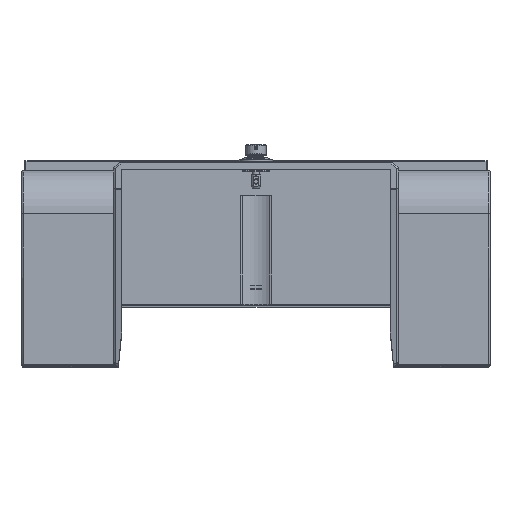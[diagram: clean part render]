
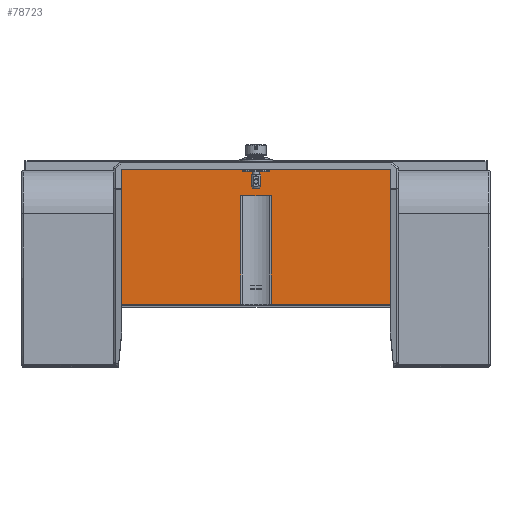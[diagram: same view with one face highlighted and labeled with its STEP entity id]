
A CAD part, top view. The second image highlights one B-rep face of the part: STEP entity #78723.
In plain terms, the highlighted planar face has unit normal (0, 0, 1).
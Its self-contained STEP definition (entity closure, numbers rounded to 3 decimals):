
#4409=DIRECTION('',(0.,-1.,0.));
#4410=VECTOR('',#4409,40.5);
#4411=CARTESIAN_POINT('',(-40.3,-2.35,145.));
#4412=LINE('',#4411,#4410);
#7881=DIRECTION('',(0.,-1.,0.));
#7882=VECTOR('',#7881,40.5);
#7883=CARTESIAN_POINT('',(40.3,-2.35,145.));
#7884=LINE('',#7883,#7882);
#8373=DIRECTION('',(-1.,0.,0.));
#8374=VECTOR('',#8373,35.782);
#8375=CARTESIAN_POINT('',(-4.518,-42.85,145.));
#8376=LINE('',#8375,#8374);
#8377=DIRECTION('',(-1.,0.,0.));
#8378=VECTOR('',#8377,35.782);
#8379=CARTESIAN_POINT('',(40.3,-42.85,145.));
#8380=LINE('',#8379,#8378);
#8381=DIRECTION('',(0.,-1.,0.));
#8382=VECTOR('',#8381,32.5);
#8383=CARTESIAN_POINT('',(4.518,-10.35,145.));
#8384=LINE('',#8383,#8382);
#8385=DIRECTION('',(0.,1.,0.));
#8386=VECTOR('',#8385,32.5);
#8387=CARTESIAN_POINT('',(-4.518,-42.85,145.));
#8388=LINE('',#8387,#8386);
#8389=DIRECTION('',(1.,0.,0.));
#8390=VECTOR('',#8389,80.6);
#8391=CARTESIAN_POINT('',(-40.3,-2.35,145.));
#8392=LINE('',#8391,#8390);
#38097=DIRECTION('',(1.,0.,0.));
#38098=VECTOR('',#38097,9.035);
#38099=CARTESIAN_POINT('',(-4.518,-10.35,145.));
#38100=LINE('',#38099,#38098);
#66009=CARTESIAN_POINT('',(-40.3,-2.35,145.));
#66010=CARTESIAN_POINT('',(40.3,-2.35,145.));
#66011=VERTEX_POINT('',#66009);
#66012=VERTEX_POINT('',#66010);
#66025=CARTESIAN_POINT('',(-4.518,-10.35,145.));
#66026=VERTEX_POINT('',#66025);
#66027=CARTESIAN_POINT('',(4.518,-10.35,145.));
#66028=VERTEX_POINT('',#66027);
#69017=CARTESIAN_POINT('',(-4.518,-42.85,145.));
#69018=CARTESIAN_POINT('',(-40.3,-42.85,145.));
#69019=VERTEX_POINT('',#69017);
#69020=VERTEX_POINT('',#69018);
#69035=CARTESIAN_POINT('',(4.518,-42.85,145.));
#69036=VERTEX_POINT('',#69035);
#69039=CARTESIAN_POINT('',(40.3,-42.85,145.));
#69040=VERTEX_POINT('',#69039);
#78703=CARTESIAN_POINT('',(40.3,-2.35,145.));
#78704=DIRECTION('',(0.,0.,1.));
#78705=DIRECTION('',(-1.,0.,0.));
#78706=AXIS2_PLACEMENT_3D('',#78703,#78704,#78705);
#78707=PLANE('',#78706);
#78708=ORIENTED_EDGE('',*,*,#78694,.T.);
#78709=ORIENTED_EDGE('',*,*,#75771,.F.);
#78711=ORIENTED_EDGE('',*,*,#78710,.T.);
#78712=ORIENTED_EDGE('',*,*,#78397,.T.);
#78714=ORIENTED_EDGE('',*,*,#78713,.T.);
#78716=ORIENTED_EDGE('',*,*,#78715,.F.);
#78718=ORIENTED_EDGE('',*,*,#78717,.F.);
#78720=ORIENTED_EDGE('',*,*,#78719,.F.);
#78721=EDGE_LOOP('',(#78708,#78709,#78711,#78712,#78714,#78716,#78718,#78720));
#78722=FACE_OUTER_BOUND('',#78721,.F.);
#78723=ADVANCED_FACE('',(#78722),#78707,.T.);
#75771=EDGE_CURVE('',#66011,#69020,#4412,.T.);
#78397=EDGE_CURVE('',#66012,#69040,#7884,.T.);
#78694=EDGE_CURVE('',#69019,#69020,#8376,.T.);
#78710=EDGE_CURVE('',#66011,#66012,#8392,.T.);
#78713=EDGE_CURVE('',#69040,#69036,#8380,.T.);
#78715=EDGE_CURVE('',#66028,#69036,#8384,.T.);
#78717=EDGE_CURVE('',#66026,#66028,#38100,.T.);
#78719=EDGE_CURVE('',#69019,#66026,#8388,.T.);
